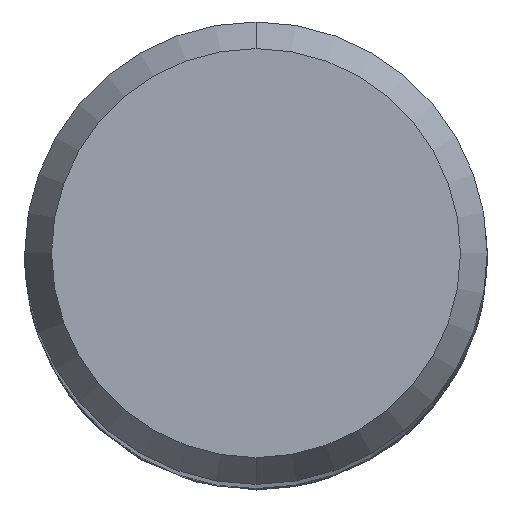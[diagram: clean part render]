
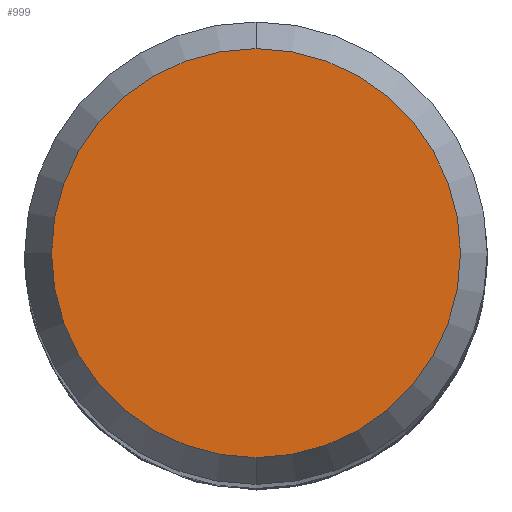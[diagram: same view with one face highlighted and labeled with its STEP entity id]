
A CAD part, top view. The second image highlights one B-rep face of the part: STEP entity #999.
In plain terms, the highlighted planar face has unit normal (0, 0, 1).
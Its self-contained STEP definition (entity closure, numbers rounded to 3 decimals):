
#737=VERTEX_POINT('',#1936);
#999=ADVANCED_FACE('',(#2221),#2222,.T.);
#1171=EDGE_CURVE('',#1549,#737,#2411,.T.);
#1337=EDGE_CURVE('',#737,#1549,#2589,.T.);
#1549=VERTEX_POINT('',#2820);
#1936=CARTESIAN_POINT('',(0.,-3.538,0.0));
#2221=FACE_OUTER_BOUND('',#7834,.T.);
#2222=PLANE('',#7835);
#2411=CIRCLE('',#9412,3.538);
#2589=CIRCLE('',#11426,3.538);
#2820=CARTESIAN_POINT('',(0.0,3.538,0.0));
#7834=EDGE_LOOP('',(#17169,#17170));
#7835=AXIS2_PLACEMENT_3D('',#17171,#17172,#17173);
#9412=AXIS2_PLACEMENT_3D('',#17382,#17383,#17384);
#11426=AXIS2_PLACEMENT_3D('',#17496,#17497,#17498);
#17169=ORIENTED_EDGE('',*,*,#1171,.F.);
#17170=ORIENTED_EDGE('',*,*,#1337,.F.);
#17171=CARTESIAN_POINT('',(0.0,1.769,0.0));
#17172=DIRECTION('',(-0.0,0.0,1.0));
#17173=DIRECTION('',(0.0,-1.0,0.0));
#17382=CARTESIAN_POINT('',(0.0,0.0,0.0));
#17383=DIRECTION('',(0.0,0.0,-1.0));
#17384=DIRECTION('',(0.0,1.0,0.0));
#17496=CARTESIAN_POINT('',(0.0,0.0,0.0));
#17497=DIRECTION('',(0.0,0.0,-1.0));
#17498=DIRECTION('',(0.0,1.0,0.0));
